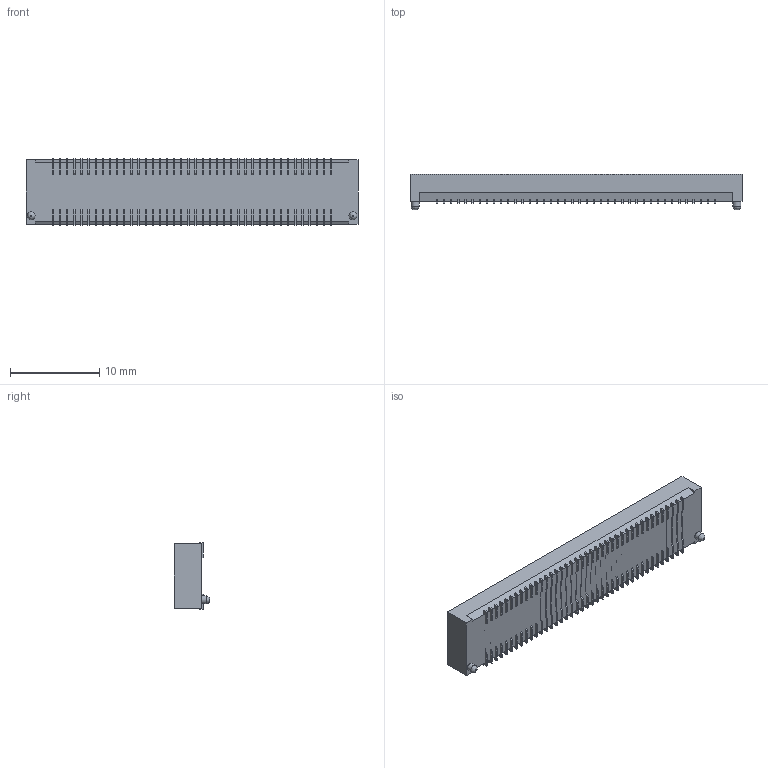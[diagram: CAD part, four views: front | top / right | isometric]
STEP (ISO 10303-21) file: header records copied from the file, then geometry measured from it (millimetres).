
FILE_DESCRIPTION( ( 'STEP AP214' ), '1' );
FILE_NAME( 'BSE-040-01-F-D-A.stp', '2022-02-18T17:28:23', ( 'License CC BY-ND 4.0' ), ( 'CADENAS' ), ' ', 'PARTsolutions', ' ' );
FILE_SCHEMA( ( 'AUTOMOTIVE_DESIGN { 1 0 10303 214 1 1 1 1 }' ) );
Length unit declared in the file: inch
Products named in the file (3): BSE-040-01-F-D-A; _BSE-040-01-D-A_ter; _C-126-040-01
Assembly tree (2 placements, depth 2):
  BSE-040-01-F-D-A
    _BSE-040-01-D-A_ter
    _C-126-040-01
Bounding box: 37.27 x 4 x 7.49 mm (x, y, z)
Volume: 528.6 mm3; surface area: 1844.1 mm2
Topology: 2 solids, 2 shells, 1328 faces, 3876 edges, 2478 vertices
Faces by surface type: plane 1324, cylinder 2, bspline 2
Full cylindrical faces by diameter (mm): 0.889 x2
Entity records: 53424 total; most frequent: ORIENTED_EDGE 7740, CARTESIAN_POINT 7731, DIRECTION 6534, EDGE_CURVE 3870, LINE 3864, VECTOR 3864, VERTEX_POINT 2476, EDGE_LOOP 1336
